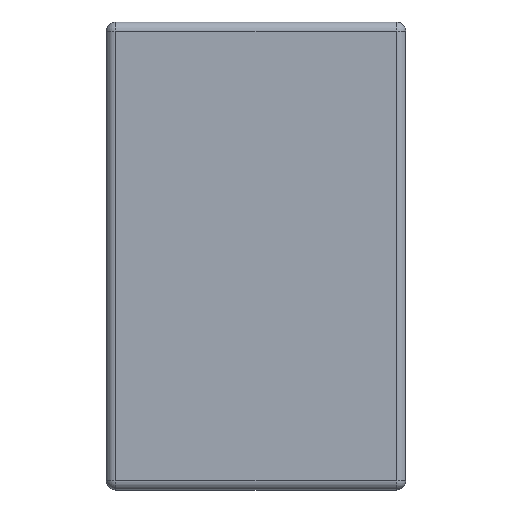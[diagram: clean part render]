
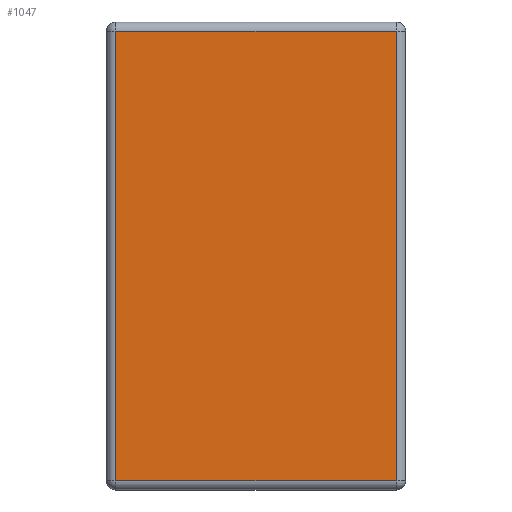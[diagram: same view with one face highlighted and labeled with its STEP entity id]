
A CAD part, left-side view. The second image highlights one B-rep face of the part: STEP entity #1047.
In plain terms, the highlighted planar face has unit normal (-1, 0, 0).
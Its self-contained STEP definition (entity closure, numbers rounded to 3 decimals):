
#68 = CARTESIAN_POINT ( 'NONE',  ( -1.6, 4.26, -1.25 ) ) ;
#101 = LINE ( 'NONE', #1040, #2437 ) ;
#122 = AXIS2_PLACEMENT_3D ( 'NONE', #68, #2975, #830 ) ;
#179 = ORIENTED_EDGE ( 'NONE', *, *, #1654, .T. ) ;
#307 = VECTOR ( 'NONE', #997, 1000. ) ;
#344 = LINE ( 'NONE', #1316, #1081 ) ;
#362 = DIRECTION ( 'NONE',  ( 0., 0., 1. ) ) ;
#388 = CARTESIAN_POINT ( 'NONE',  ( -1.6, 0.05, -1.2 ) ) ;
#459 = VERTEX_POINT ( 'NONE', #692 ) ;
#473 = EDGE_LOOP ( 'NONE', ( #2945, #922, #179, #2558 ) ) ;
#692 = CARTESIAN_POINT ( 'NONE',  ( -1.6, 1.55, -1.2 ) ) ;
#791 = DIRECTION ( 'NONE',  ( 0., 1., 0. ) ) ;
#798 = LINE ( 'NONE', #2498, #307 ) ;
#830 = DIRECTION ( 'NONE',  ( 0., 0., -1. ) ) ;
#922 = ORIENTED_EDGE ( 'NONE', *, *, #2856, .T. ) ;
#997 = DIRECTION ( 'NONE',  ( 0., 0., -1. ) ) ;
#1032 = EDGE_CURVE ( 'NONE', #2404, #459, #798, .T. ) ;
#1040 = CARTESIAN_POINT ( 'NONE',  ( -1.6, 4.26, 1.2 ) ) ;
#1047 = ADVANCED_FACE ( 'NONE', ( #2485 ), #2466, .F. ) ;
#1081 = VECTOR ( 'NONE', #362, 1000. ) ;
#1302 = CARTESIAN_POINT ( 'NONE',  ( -1.6, 0.05, 1.2 ) ) ;
#1316 = CARTESIAN_POINT ( 'NONE',  ( -1.6, 0.05, -1.25 ) ) ;
#1536 = EDGE_CURVE ( 'NONE', #459, #2816, #1896, .T. ) ;
#1636 = DIRECTION ( 'NONE',  ( 0., -1., 0. ) ) ;
#1654 = EDGE_CURVE ( 'NONE', #2981, #2404, #101, .T. ) ;
#1896 = LINE ( 'NONE', #2861, #2277 ) ;
#2277 = VECTOR ( 'NONE', #1636, 1000. ) ;
#2404 = VERTEX_POINT ( 'NONE', #2591 ) ;
#2437 = VECTOR ( 'NONE', #791, 1000. ) ;
#2466 = PLANE ( 'NONE',  #122 ) ;
#2485 = FACE_OUTER_BOUND ( 'NONE', #473, .T. ) ;
#2498 = CARTESIAN_POINT ( 'NONE',  ( -1.6, 1.55, -1.25 ) ) ;
#2558 = ORIENTED_EDGE ( 'NONE', *, *, #1032, .T. ) ;
#2591 = CARTESIAN_POINT ( 'NONE',  ( -1.6, 1.55, 1.2 ) ) ;
#2816 = VERTEX_POINT ( 'NONE', #388 ) ;
#2856 = EDGE_CURVE ( 'NONE', #2816, #2981, #344, .T. ) ;
#2861 = CARTESIAN_POINT ( 'NONE',  ( -1.6, 4.26, -1.2 ) ) ;
#2945 = ORIENTED_EDGE ( 'NONE', *, *, #1536, .T. ) ;
#2975 = DIRECTION ( 'NONE',  ( 1., 0., 0. ) ) ;
#2981 = VERTEX_POINT ( 'NONE', #1302 ) ;
